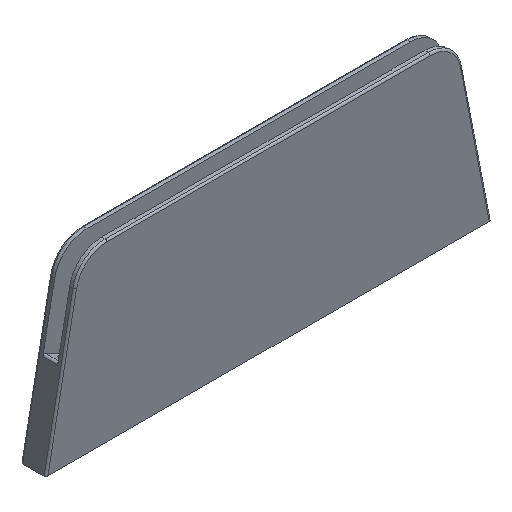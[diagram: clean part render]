
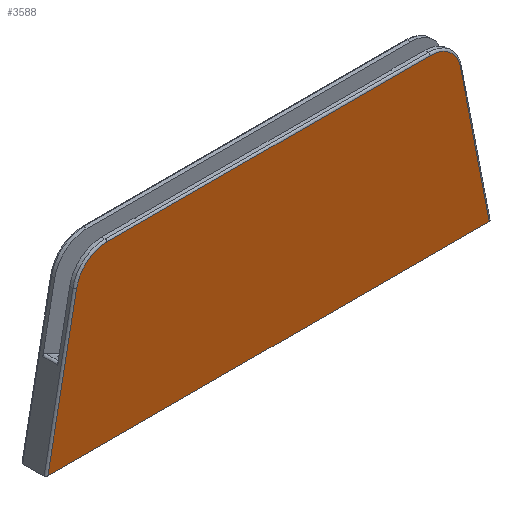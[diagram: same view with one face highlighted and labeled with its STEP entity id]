
A CAD part, isometric view. The second image highlights one B-rep face of the part: STEP entity #3588.
In plain terms, the highlighted planar face has unit normal (0, -1, 0).
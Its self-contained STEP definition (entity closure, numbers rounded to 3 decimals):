
#100 = PLANE('',#101);
#101 = AXIS2_PLACEMENT_3D('',#102,#103,#104);
#102 = CARTESIAN_POINT('',(0.,0.,-20.));
#103 = DIRECTION('',(0.,0.,-1.));
#104 = DIRECTION('',(0.,-1.,0.));
#128 = CYLINDRICAL_SURFACE('',#129,1.2);
#129 = AXIS2_PLACEMENT_3D('',#130,#131,#132);
#130 = CARTESIAN_POINT('',(-122.855,-6.8,74.778));
#131 = DIRECTION('',(-0.191,0.,-0.982)
  );
#132 = DIRECTION('',(0.,-1.,0.));
#739 = VERTEX_POINT('',#740);
#740 = CARTESIAN_POINT('',(141.278,-8.,-20.));
#759 = CYLINDRICAL_SURFACE('',#760,1.2);
#760 = AXIS2_PLACEMENT_3D('',#761,#762,#763);
#761 = CARTESIAN_POINT('',(141.322,-6.8,-20.229));
#762 = DIRECTION('',(-0.191,0.,0.982)
  );
#763 = DIRECTION('',(0.,-1.,0.));
#774 = EDGE_CURVE('',#739,#775,#777,.T.);
#775 = VERTEX_POINT('',#776);
#776 = CARTESIAN_POINT('',(-141.278,-8.,-20.));
#777 = SURFACE_CURVE('',#778,(#782,#789),.PCURVE_S1.);
#778 = LINE('',#779,#780);
#779 = CARTESIAN_POINT('',(0.,-8.,-20.));
#780 = VECTOR('',#781,1.);
#781 = DIRECTION('',(-1.,0.,0.));
#782 = PCURVE('',#100,#783);
#783 = DEFINITIONAL_REPRESENTATION('',(#784),#788);
#784 = LINE('',#785,#786);
#785 = CARTESIAN_POINT('',(8.,0.));
#786 = VECTOR('',#787,1.);
#787 = DIRECTION('',(0.,1.));
#788 = ( GEOMETRIC_REPRESENTATION_CONTEXT(2) 
PARAMETRIC_REPRESENTATION_CONTEXT() REPRESENTATION_CONTEXT('2D SPACE',''
  ) );
#789 = PCURVE('',#790,#795);
#790 = PLANE('',#791);
#791 = AXIS2_PLACEMENT_3D('',#792,#793,#794);
#792 = CARTESIAN_POINT('',(0.,-8.,31.733));
#793 = DIRECTION('',(0.,-1.,0.));
#794 = DIRECTION('',(0.,0.,-1.));
#795 = DEFINITIONAL_REPRESENTATION('',(#796),#800);
#796 = LINE('',#797,#798);
#797 = CARTESIAN_POINT('',(51.733,0.));
#798 = VECTOR('',#799,1.);
#799 = DIRECTION('',(0.,-1.));
#800 = ( GEOMETRIC_REPRESENTATION_CONTEXT(2) 
PARAMETRIC_REPRESENTATION_CONTEXT() REPRESENTATION_CONTEXT('2D SPACE',''
  ) );
#1073 = VERTEX_POINT('',#1074);
#1074 = CARTESIAN_POINT('',(-122.855,-8.,74.778));
#1089 = TOROIDAL_SURFACE('',#1090,19.8,1.2);
#1090 = AXIS2_PLACEMENT_3D('',#1091,#1092,#1093);
#1091 = CARTESIAN_POINT('',(-103.418,-6.8,71.));
#1092 = DIRECTION('',(0.,1.,0.));
#1093 = DIRECTION('',(0.,0.,1.));
#1103 = EDGE_CURVE('',#1073,#775,#1104,.T.);
#1104 = SURFACE_CURVE('',#1105,(#1109,#1116),.PCURVE_S1.);
#1105 = LINE('',#1106,#1107);
#1106 = CARTESIAN_POINT('',(-122.855,-8.,74.778));
#1107 = VECTOR('',#1108,1.);
#1108 = DIRECTION('',(-0.191,0.,-0.982
    ));
#1109 = PCURVE('',#128,#1110);
#1110 = DEFINITIONAL_REPRESENTATION('',(#1111),#1115);
#1111 = LINE('',#1112,#1113);
#1112 = CARTESIAN_POINT('',(0.,0.));
#1113 = VECTOR('',#1114,1.);
#1114 = DIRECTION('',(0.,1.));
#1115 = ( GEOMETRIC_REPRESENTATION_CONTEXT(2) 
PARAMETRIC_REPRESENTATION_CONTEXT() REPRESENTATION_CONTEXT('2D SPACE',''
  ) );
#1116 = PCURVE('',#790,#1117);
#1117 = DEFINITIONAL_REPRESENTATION('',(#1118),#1122);
#1118 = LINE('',#1119,#1120);
#1119 = CARTESIAN_POINT('',(-43.045,-122.855));
#1120 = VECTOR('',#1121,1.);
#1121 = DIRECTION('',(0.982,-0.191));
#1122 = ( GEOMETRIC_REPRESENTATION_CONTEXT(2) 
PARAMETRIC_REPRESENTATION_CONTEXT() REPRESENTATION_CONTEXT('2D SPACE',''
  ) );
#3540 = VERTEX_POINT('',#3541);
#3541 = CARTESIAN_POINT('',(122.855,-8.,74.778));
#3556 = TOROIDAL_SURFACE('',#3557,19.8,1.2);
#3557 = AXIS2_PLACEMENT_3D('',#3558,#3559,#3560);
#3558 = CARTESIAN_POINT('',(103.418,-6.8,71.));
#3559 = DIRECTION('',(0.,1.,0.));
#3560 = DIRECTION('',(0.982,0.,0.191)
  );
#3568 = EDGE_CURVE('',#739,#3540,#3569,.T.);
#3569 = SURFACE_CURVE('',#3570,(#3574,#3581),.PCURVE_S1.);
#3570 = LINE('',#3571,#3572);
#3571 = CARTESIAN_POINT('',(141.322,-8.,-20.229));
#3572 = VECTOR('',#3573,1.);
#3573 = DIRECTION('',(-0.191,0.,0.982
    ));
#3574 = PCURVE('',#759,#3575);
#3575 = DEFINITIONAL_REPRESENTATION('',(#3576),#3580);
#3576 = LINE('',#3577,#3578);
#3577 = CARTESIAN_POINT('',(0.,0.));
#3578 = VECTOR('',#3579,1.);
#3579 = DIRECTION('',(0.,1.));
#3580 = ( GEOMETRIC_REPRESENTATION_CONTEXT(2) 
PARAMETRIC_REPRESENTATION_CONTEXT() REPRESENTATION_CONTEXT('2D SPACE',''
  ) );
#3581 = PCURVE('',#790,#3582);
#3582 = DEFINITIONAL_REPRESENTATION('',(#3583),#3587);
#3583 = LINE('',#3584,#3585);
#3584 = CARTESIAN_POINT('',(51.962,141.322));
#3585 = VECTOR('',#3586,1.);
#3586 = DIRECTION('',(-0.982,-0.191));
#3587 = ( GEOMETRIC_REPRESENTATION_CONTEXT(2) 
PARAMETRIC_REPRESENTATION_CONTEXT() REPRESENTATION_CONTEXT('2D SPACE',''
  ) );
#3588 = ADVANCED_FACE('',(#3589),#790,.T.);
#3589 = FACE_BOUND('',#3590,.T.);
#3590 = EDGE_LOOP('',(#3591,#3592,#3593,#3617,#3645,#3667));
#3591 = ORIENTED_EDGE('',*,*,#774,.F.);
#3592 = ORIENTED_EDGE('',*,*,#3568,.T.);
#3593 = ORIENTED_EDGE('',*,*,#3594,.T.);
#3594 = EDGE_CURVE('',#3540,#3595,#3597,.T.);
#3595 = VERTEX_POINT('',#3596);
#3596 = CARTESIAN_POINT('',(103.418,-8.,90.8));
#3597 = SURFACE_CURVE('',#3598,(#3603,#3610),.PCURVE_S1.);
#3598 = CIRCLE('',#3599,19.8);
#3599 = AXIS2_PLACEMENT_3D('',#3600,#3601,#3602);
#3600 = CARTESIAN_POINT('',(103.418,-8.,71.));
#3601 = DIRECTION('',(0.,-1.,0.));
#3602 = DIRECTION('',(0.982,0.,0.191)
  );
#3603 = PCURVE('',#790,#3604);
#3604 = DEFINITIONAL_REPRESENTATION('',(#3605),#3609);
#3605 = CIRCLE('',#3606,19.8);
#3606 = AXIS2_PLACEMENT_2D('',#3607,#3608);
#3607 = CARTESIAN_POINT('',(-39.267,103.418));
#3608 = DIRECTION('',(-0.191,0.982));
#3609 = ( GEOMETRIC_REPRESENTATION_CONTEXT(2) 
PARAMETRIC_REPRESENTATION_CONTEXT() REPRESENTATION_CONTEXT('2D SPACE',''
  ) );
#3610 = PCURVE('',#3556,#3611);
#3611 = DEFINITIONAL_REPRESENTATION('',(#3612),#3616);
#3612 = LINE('',#3613,#3614);
#3613 = CARTESIAN_POINT('',(-0.,4.712));
#3614 = VECTOR('',#3615,1.);
#3615 = DIRECTION('',(-1.,0.));
#3616 = ( GEOMETRIC_REPRESENTATION_CONTEXT(2) 
PARAMETRIC_REPRESENTATION_CONTEXT() REPRESENTATION_CONTEXT('2D SPACE',''
  ) );
#3617 = ORIENTED_EDGE('',*,*,#3618,.T.);
#3618 = EDGE_CURVE('',#3595,#3619,#3621,.T.);
#3619 = VERTEX_POINT('',#3620);
#3620 = CARTESIAN_POINT('',(-103.418,-8.,90.8));
#3621 = SURFACE_CURVE('',#3622,(#3626,#3633),.PCURVE_S1.);
#3622 = LINE('',#3623,#3624);
#3623 = CARTESIAN_POINT('',(103.418,-8.,90.8));
#3624 = VECTOR('',#3625,1.);
#3625 = DIRECTION('',(-1.,0.,0.));
#3626 = PCURVE('',#790,#3627);
#3627 = DEFINITIONAL_REPRESENTATION('',(#3628),#3632);
#3628 = LINE('',#3629,#3630);
#3629 = CARTESIAN_POINT('',(-59.067,103.418));
#3630 = VECTOR('',#3631,1.);
#3631 = DIRECTION('',(0.,-1.));
#3632 = ( GEOMETRIC_REPRESENTATION_CONTEXT(2) 
PARAMETRIC_REPRESENTATION_CONTEXT() REPRESENTATION_CONTEXT('2D SPACE',''
  ) );
#3633 = PCURVE('',#3634,#3639);
#3634 = CYLINDRICAL_SURFACE('',#3635,1.2);
#3635 = AXIS2_PLACEMENT_3D('',#3636,#3637,#3638);
#3636 = CARTESIAN_POINT('',(103.418,-6.8,90.8));
#3637 = DIRECTION('',(-1.,0.,0.));
#3638 = DIRECTION('',(-0.,-1.,0.));
#3639 = DEFINITIONAL_REPRESENTATION('',(#3640),#3644);
#3640 = LINE('',#3641,#3642);
#3641 = CARTESIAN_POINT('',(0.,0.));
#3642 = VECTOR('',#3643,1.);
#3643 = DIRECTION('',(0.,1.));
#3644 = ( GEOMETRIC_REPRESENTATION_CONTEXT(2) 
PARAMETRIC_REPRESENTATION_CONTEXT() REPRESENTATION_CONTEXT('2D SPACE',''
  ) );
#3645 = ORIENTED_EDGE('',*,*,#3646,.T.);
#3646 = EDGE_CURVE('',#3619,#1073,#3647,.T.);
#3647 = SURFACE_CURVE('',#3648,(#3653,#3660),.PCURVE_S1.);
#3648 = CIRCLE('',#3649,19.8);
#3649 = AXIS2_PLACEMENT_3D('',#3650,#3651,#3652);
#3650 = CARTESIAN_POINT('',(-103.418,-8.,71.));
#3651 = DIRECTION('',(0.,-1.,0.));
#3652 = DIRECTION('',(0.,0.,1.));
#3653 = PCURVE('',#790,#3654);
#3654 = DEFINITIONAL_REPRESENTATION('',(#3655),#3659);
#3655 = CIRCLE('',#3656,19.8);
#3656 = AXIS2_PLACEMENT_2D('',#3657,#3658);
#3657 = CARTESIAN_POINT('',(-39.267,-103.418));
#3658 = DIRECTION('',(-1.,0.));
#3659 = ( GEOMETRIC_REPRESENTATION_CONTEXT(2) 
PARAMETRIC_REPRESENTATION_CONTEXT() REPRESENTATION_CONTEXT('2D SPACE',''
  ) );
#3660 = PCURVE('',#1089,#3661);
#3661 = DEFINITIONAL_REPRESENTATION('',(#3662),#3666);
#3662 = LINE('',#3663,#3664);
#3663 = CARTESIAN_POINT('',(-0.,4.712));
#3664 = VECTOR('',#3665,1.);
#3665 = DIRECTION('',(-1.,0.));
#3666 = ( GEOMETRIC_REPRESENTATION_CONTEXT(2) 
PARAMETRIC_REPRESENTATION_CONTEXT() REPRESENTATION_CONTEXT('2D SPACE',''
  ) );
#3667 = ORIENTED_EDGE('',*,*,#1103,.T.);
